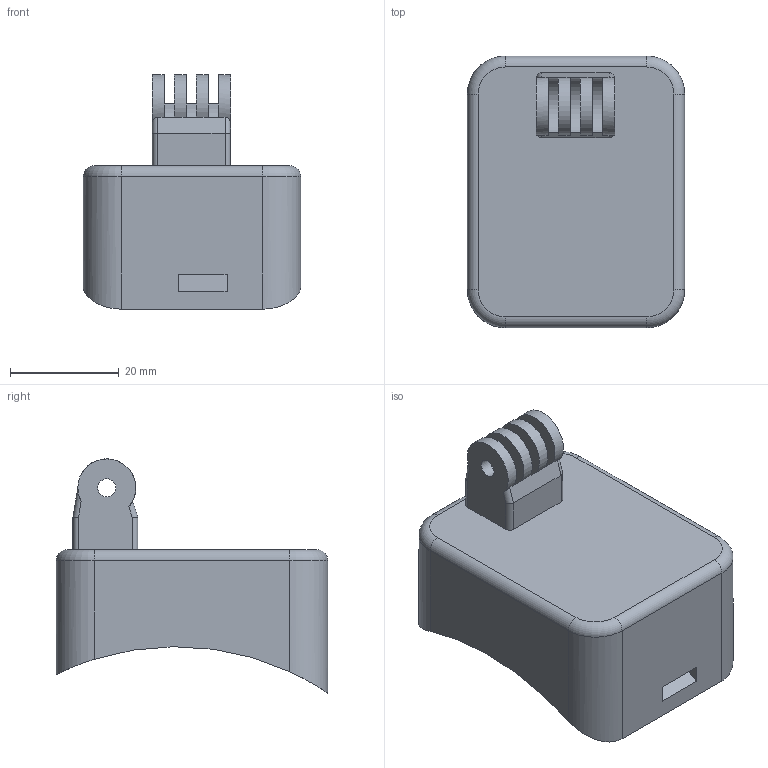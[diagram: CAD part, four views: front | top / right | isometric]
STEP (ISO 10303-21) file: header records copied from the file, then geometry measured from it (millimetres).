
FILE_DESCRIPTION(/* description */ (''),/* implementation_level */ '2;1');
FILE_NAME(/* name */ 'Stereocam Final_Light Mount to Housing v1.step',/* time_stamp */ '2022-09-13T22:47:43-04:00',/* author */ (''),/* organization */ (''),/* preprocessor_version */ 'ST-DEVELOPER v19',/* originating_system */ 'Autodesk Translation Framework v11.7.0.108',/* authorisation */ '');
FILE_SCHEMA (('AUTOMOTIVE_DESIGN { 1 0 10303 214 3 1 1 }'));
Length unit declared in the file: millimetre
Products named in the file (1): Stereocam Final_Light Mount to Housing
Bounding box: 40 x 50 x 43.12 mm (x, y, z)
Volume: 39739.6 mm3; surface area: 9976.4 mm2
Topology: 1 solids, 1 shells, 53 faces, 126 edges, 76 vertices
Faces by surface type: cylinder 26, plane 19, torus 4, bspline 4
Full cylindrical faces by diameter (mm): 3.334 x4
Entity records: 1639 total; most frequent: CARTESIAN_POINT 358, DIRECTION 270, ORIENTED_EDGE 252, EDGE_CURVE 126, AXIS2_PLACEMENT_3D 102, VERTEX_POINT 76, LINE 66, VECTOR 66
